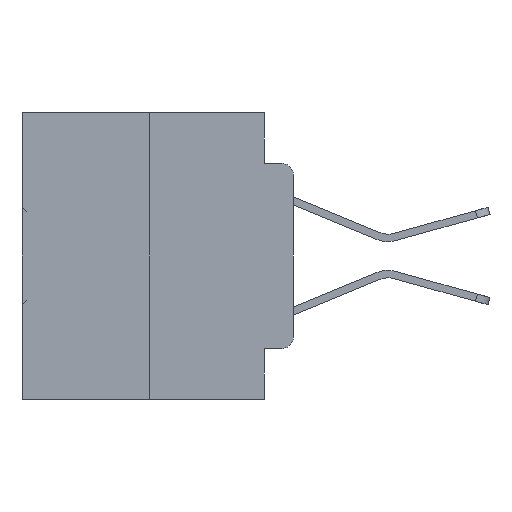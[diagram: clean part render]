
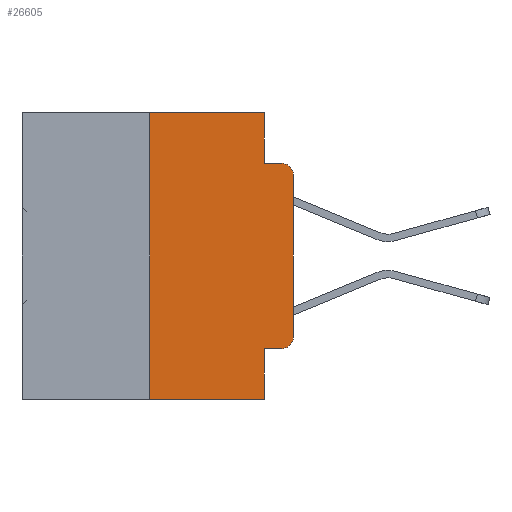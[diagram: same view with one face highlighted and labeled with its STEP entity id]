
A CAD part, left-side view. The second image highlights one B-rep face of the part: STEP entity #26605.
In plain terms, the highlighted planar face has unit normal (-1, 0, 0).
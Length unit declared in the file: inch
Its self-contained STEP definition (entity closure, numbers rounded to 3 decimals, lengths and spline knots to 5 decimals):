
#275 = VERTEX_POINT ( 'NONE', #32880 ) ;
#406 = ORIENTED_EDGE ( 'NONE', *, *, #5222, .F. ) ;
#419 = AXIS2_PLACEMENT_3D ( 'NONE', #6258, #25064, #9072 ) ;
#1078 = EDGE_CURVE ( 'NONE', #7239, #20314, #1631, .T. ) ;
#1247 = DIRECTION ( 'NONE',  ( 1., 0., 0. ) ) ;
#1631 = LINE ( 'NONE', #16449, #31064 ) ;
#1736 = ORIENTED_EDGE ( 'NONE', *, *, #16289, .T. ) ;
#1744 = ORIENTED_EDGE ( 'NONE', *, *, #4945, .T. ) ;
#1916 = CARTESIAN_POINT ( 'NONE',  ( 0., 0.473, -0.5 ) ) ;
#1917 = VERTEX_POINT ( 'NONE', #16705 ) ;
#2878 = DIRECTION ( 'NONE',  ( 0., 0., -1. ) ) ;
#3209 = LINE ( 'NONE', #19650, #30911 ) ;
#3460 = VERTEX_POINT ( 'NONE', #30214 ) ;
#3494 = LINE ( 'NONE', #4840, #10823 ) ;
#3831 = DIRECTION ( 'NONE',  ( -1., 0., 0. ) ) ;
#4263 = VECTOR ( 'NONE', #10685, 39.37008 ) ;
#4346 = CARTESIAN_POINT ( 'NONE',  ( 0., 0.02, -0.3915 ) ) ;
#4630 = LINE ( 'NONE', #28601, #32200 ) ;
#4840 = CARTESIAN_POINT ( 'NONE',  ( 0., 0., 0. ) ) ;
#4945 = EDGE_CURVE ( 'NONE', #275, #20280, #28165, .T. ) ;
#5222 = EDGE_CURVE ( 'NONE', #7913, #1917, #4630, .T. ) ;
#5328 = ORIENTED_EDGE ( 'NONE', *, *, #27094, .T. ) ;
#5884 = CARTESIAN_POINT ( 'NONE',  ( 0., 0.25, -0.5 ) ) ;
#6258 = CARTESIAN_POINT ( 'NONE',  ( 0., 0.02, -0.1085 ) ) ;
#6305 = VECTOR ( 'NONE', #24781, 39.37008 ) ;
#6586 = EDGE_LOOP ( 'NONE', ( #5328, #1736, #16639, #7927, #23973, #406, #11410, #27424, #18043, #1744 ) ) ;
#7190 = LINE ( 'NONE', #30092, #6305 ) ;
#7239 = VERTEX_POINT ( 'NONE', #17465 ) ;
#7270 = VECTOR ( 'NONE', #14052, 39.37008 ) ;
#7679 = CARTESIAN_POINT ( 'NONE',  ( 0., 0., -0.3915 ) ) ;
#7913 = VERTEX_POINT ( 'NONE', #5884 ) ;
#7927 = ORIENTED_EDGE ( 'NONE', *, *, #30770, .F. ) ;
#9072 = DIRECTION ( 'NONE',  ( 0., 0., -1. ) ) ;
#9606 = CARTESIAN_POINT ( 'NONE',  ( 0., 0.051, 0. ) ) ;
#10685 = DIRECTION ( 'NONE',  ( 0., 0., -1. ) ) ;
#10823 = VECTOR ( 'NONE', #26339, 39.37008 ) ;
#11090 = AXIS2_PLACEMENT_3D ( 'NONE', #4346, #3831, #2878 ) ;
#11339 = CARTESIAN_POINT ( 'NONE',  ( 0., 0.051, -0.4115 ) ) ;
#11410 = ORIENTED_EDGE ( 'NONE', *, *, #16560, .T. ) ;
#12224 = VECTOR ( 'NONE', #20827, 39.37008 ) ;
#12948 = AXIS2_PLACEMENT_3D ( 'NONE', #17624, #1247, #20308 ) ;
#14052 = DIRECTION ( 'NONE',  ( 0., -1., 0. ) ) ;
#14431 = DIRECTION ( 'NONE',  ( 0., 0., 1. ) ) ;
#14528 = LINE ( 'NONE', #11339, #7270 ) ;
#16289 = EDGE_CURVE ( 'NONE', #25240, #20314, #26808, .T. ) ;
#16449 = CARTESIAN_POINT ( 'NONE',  ( 0., 0.051, -0.0885 ) ) ;
#16560 = EDGE_CURVE ( 'NONE', #7913, #17982, #26375, .T. ) ;
#16639 = ORIENTED_EDGE ( 'NONE', *, *, #1078, .F. ) ;
#16705 = CARTESIAN_POINT ( 'NONE',  ( 0., 0.25, 0. ) ) ;
#17465 = CARTESIAN_POINT ( 'NONE',  ( 0., 0.051, -0.0885 ) ) ;
#17624 = CARTESIAN_POINT ( 'NONE',  ( 0., 0.473, 0. ) ) ;
#17982 = VERTEX_POINT ( 'NONE', #34343 ) ;
#18043 = ORIENTED_EDGE ( 'NONE', *, *, #22898, .T. ) ;
#19650 = CARTESIAN_POINT ( 'NONE',  ( 0., 0.051, 0. ) ) ;
#20280 = VERTEX_POINT ( 'NONE', #7679 ) ;
#20308 = DIRECTION ( 'NONE',  ( 0., 0., -1. ) ) ;
#20314 = VERTEX_POINT ( 'NONE', #31669 ) ;
#20827 = DIRECTION ( 'NONE',  ( 0., -1., 0. ) ) ;
#22091 = EDGE_CURVE ( 'NONE', #3460, #17982, #24888, .T. ) ;
#22092 = CARTESIAN_POINT ( 'NONE',  ( 0., 0., -0.1085 ) ) ;
#22491 = VERTEX_POINT ( 'NONE', #9606 ) ;
#22898 = EDGE_CURVE ( 'NONE', #3460, #275, #14528, .T. ) ;
#23973 = ORIENTED_EDGE ( 'NONE', *, *, #29612, .F. ) ;
#24781 = DIRECTION ( 'NONE',  ( 0., -1., 0. ) ) ;
#24888 = LINE ( 'NONE', #26636, #4263 ) ;
#25064 = DIRECTION ( 'NONE',  ( -1., 0., 0. ) ) ;
#25240 = VERTEX_POINT ( 'NONE', #22092 ) ;
#26339 = DIRECTION ( 'NONE',  ( 0., 0., 1. ) ) ;
#26375 = LINE ( 'NONE', #1916, #12224 ) ;
#26605 = ADVANCED_FACE ( 'NONE', ( #31213 ), #30654, .F. ) ;
#26636 = CARTESIAN_POINT ( 'NONE',  ( 0., 0.051, 0. ) ) ;
#26808 = CIRCLE ( 'NONE', #419, 0.02 ) ;
#27094 = EDGE_CURVE ( 'NONE', #20280, #25240, #3494, .T. ) ;
#27424 = ORIENTED_EDGE ( 'NONE', *, *, #22091, .F. ) ;
#28165 = CIRCLE ( 'NONE', #11090, 0.02 ) ;
#28601 = CARTESIAN_POINT ( 'NONE',  ( 0., 0.25, 0. ) ) ;
#29612 = EDGE_CURVE ( 'NONE', #1917, #22491, #7190, .T. ) ;
#30092 = CARTESIAN_POINT ( 'NONE',  ( 0., 0.473, 0. ) ) ;
#30214 = CARTESIAN_POINT ( 'NONE',  ( 0., 0.051, -0.4115 ) ) ;
#30231 = DIRECTION ( 'NONE',  ( 0., -1., 0. ) ) ;
#30654 = PLANE ( 'NONE',  #12948 ) ;
#30770 = EDGE_CURVE ( 'NONE', #22491, #7239, #3209, .T. ) ;
#30911 = VECTOR ( 'NONE', #32851, 39.37008 ) ;
#31064 = VECTOR ( 'NONE', #30231, 39.37008 ) ;
#31213 = FACE_OUTER_BOUND ( 'NONE', #6586, .T. ) ;
#31669 = CARTESIAN_POINT ( 'NONE',  ( 0., 0.02, -0.0885 ) ) ;
#32200 = VECTOR ( 'NONE', #14431, 39.37008 ) ;
#32851 = DIRECTION ( 'NONE',  ( 0., 0., -1. ) ) ;
#32880 = CARTESIAN_POINT ( 'NONE',  ( 0., 0.02, -0.4115 ) ) ;
#34343 = CARTESIAN_POINT ( 'NONE',  ( 0., 0.051, -0.5 ) ) ;
